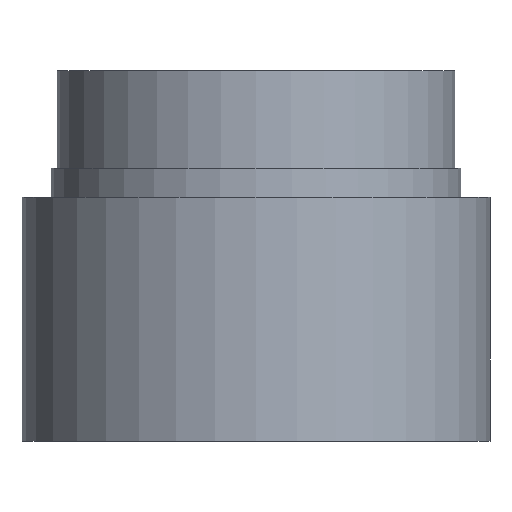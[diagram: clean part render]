
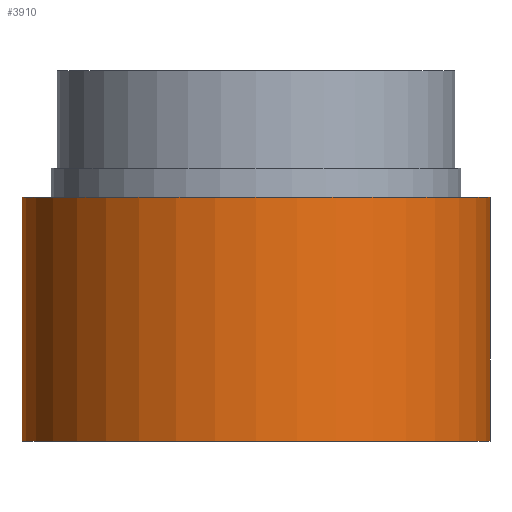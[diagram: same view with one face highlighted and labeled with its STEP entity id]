
A CAD part, left-side view. The second image highlights one B-rep face of the part: STEP entity #3910.
In plain terms, the highlighted cylindrical face has radius 12 mm (diameter 24 mm), a partial arc.
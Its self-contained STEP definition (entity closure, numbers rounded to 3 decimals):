
#210=CARTESIAN_POINT('',(-19.,0.,0.));
#220=DIRECTION('',(1.,0.,0.));
#230=DIRECTION('',(0.,1.,0.));
#240=AXIS2_PLACEMENT_3D('',#210,#220,#230);
#250=CIRCLE('',#240,12.);
#260=CARTESIAN_POINT('',(-19.,12.,0.));
#270=VERTEX_POINT('',#260);
#280=CARTESIAN_POINT('',(-19.,-12.,0.));
#290=VERTEX_POINT('',#280);
#300=EDGE_CURVE('',#270,#290,#250,.T.);
#2470=CARTESIAN_POINT('',(-6.5,0.,0.));
#2480=DIRECTION('',(-1.,0.,0.));
#2490=DIRECTION('',(0.,1.,0.));
#2500=AXIS2_PLACEMENT_3D('',#2470,#2480,#2490);
#2510=CIRCLE('',#2500,12.);
#2520=CARTESIAN_POINT('',(-6.5,12.,0.));
#2530=VERTEX_POINT('',#2520);
#2540=CARTESIAN_POINT('',(-6.5,-12.,0.));
#2550=VERTEX_POINT('',#2540);
#2580=EDGE_CURVE('',#2550,#2530,#2510,.T.);
#2750=CARTESIAN_POINT('',(-12.75,-12.,0.));
#2760=DIRECTION('',(-1.,0.,0.));
#2770=VECTOR('',#2760,1.);
#2780=LINE('',#2750,#2770);
#2790=EDGE_CURVE('',#2550,#290,#2780,.T.);
#2820=CARTESIAN_POINT('',(-12.75,12.,0.));
#2830=DIRECTION('',(-1.,0.,0.));
#2840=VECTOR('',#2830,1.);
#2850=LINE('',#2820,#2840);
#2860=EDGE_CURVE('',#2530,#270,#2850,.T.);
#3800=CARTESIAN_POINT('',(-12.75,0.,0.));
#3810=DIRECTION('',(-1.,0.,0.));
#3820=DIRECTION('',(0.,1.,0.));
#3830=AXIS2_PLACEMENT_3D('',#3800,#3810,#3820);
#3840=CYLINDRICAL_SURFACE('',#3830,12.);
#3850=ORIENTED_EDGE('',*,*,#2790,.F.);
#3860=ORIENTED_EDGE('',*,*,#300,.T.);
#3870=ORIENTED_EDGE('',*,*,#2860,.T.);
#3880=ORIENTED_EDGE('',*,*,#2580,.T.);
#3890=EDGE_LOOP('',(#3880,#3870,#3860,#3850));
#3900=FACE_OUTER_BOUND('',#3890,.T.);
#3910=ADVANCED_FACE('',(#3900),#3840,.T.);
